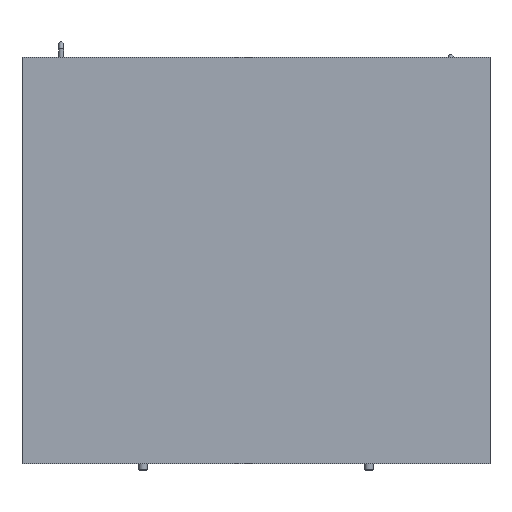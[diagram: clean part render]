
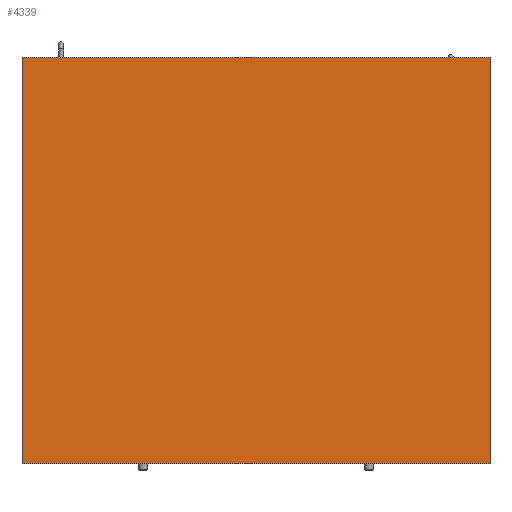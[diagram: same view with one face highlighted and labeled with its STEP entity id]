
A CAD part, front view. The second image highlights one B-rep face of the part: STEP entity #4339.
In plain terms, the highlighted planar face has unit normal (0, -1, 0).
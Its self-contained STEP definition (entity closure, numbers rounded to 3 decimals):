
#263=FACE_OUTER_BOUND('',#532,.T.);
#532=EDGE_LOOP('',(#2881,#2882,#2883,#2884));
#803=LINE('',#6347,#1307);
#806=LINE('',#6353,#1310);
#809=LINE('',#6359,#1313);
#812=LINE('',#6363,#1316);
#1307=VECTOR('',#5053,10.);
#1310=VECTOR('',#5058,10.);
#1313=VECTOR('',#5063,10.);
#1316=VECTOR('',#5068,10.);
#1811=VERTEX_POINT('',#6344);
#1812=VERTEX_POINT('',#6346);
#1814=VERTEX_POINT('',#6352);
#1816=VERTEX_POINT('',#6358);
#2235=EDGE_CURVE('',#1812,#1811,#803,.T.);
#2238=EDGE_CURVE('',#1814,#1812,#806,.T.);
#2241=EDGE_CURVE('',#1816,#1814,#809,.T.);
#2244=EDGE_CURVE('',#1811,#1816,#812,.T.);
#2881=ORIENTED_EDGE('',*,*,#2244,.T.);
#2882=ORIENTED_EDGE('',*,*,#2241,.T.);
#2883=ORIENTED_EDGE('',*,*,#2238,.T.);
#2884=ORIENTED_EDGE('',*,*,#2235,.T.);
#4122=PLANE('',#4659);
#4339=ADVANCED_FACE('',(#263),#4122,.T.);
#4659=AXIS2_PLACEMENT_3D('',#6365,#5071,#5072);
#5053=DIRECTION('',(1.,0.,0.));
#5058=DIRECTION('',(0.,0.,-1.));
#5063=DIRECTION('',(-1.,0.,0.));
#5068=DIRECTION('',(0.,0.,1.));
#5071=DIRECTION('center_axis',(0.,-1.,0.));
#5072=DIRECTION('ref_axis',(0.,0.,-1.));
#6344=CARTESIAN_POINT('',(400.,-20.,-347.5));
#6346=CARTESIAN_POINT('',(-400.,-20.,-347.5));
#6347=CARTESIAN_POINT('',(400.,-20.,-347.5));
#6352=CARTESIAN_POINT('',(-400.,-20.,347.5));
#6353=CARTESIAN_POINT('',(-400.,-20.,-347.5));
#6358=CARTESIAN_POINT('',(400.,-20.,347.5));
#6359=CARTESIAN_POINT('',(-400.,-20.,347.5));
#6363=CARTESIAN_POINT('',(400.,-20.,347.5));
#6365=CARTESIAN_POINT('Origin',(0.,-20.,0.));
